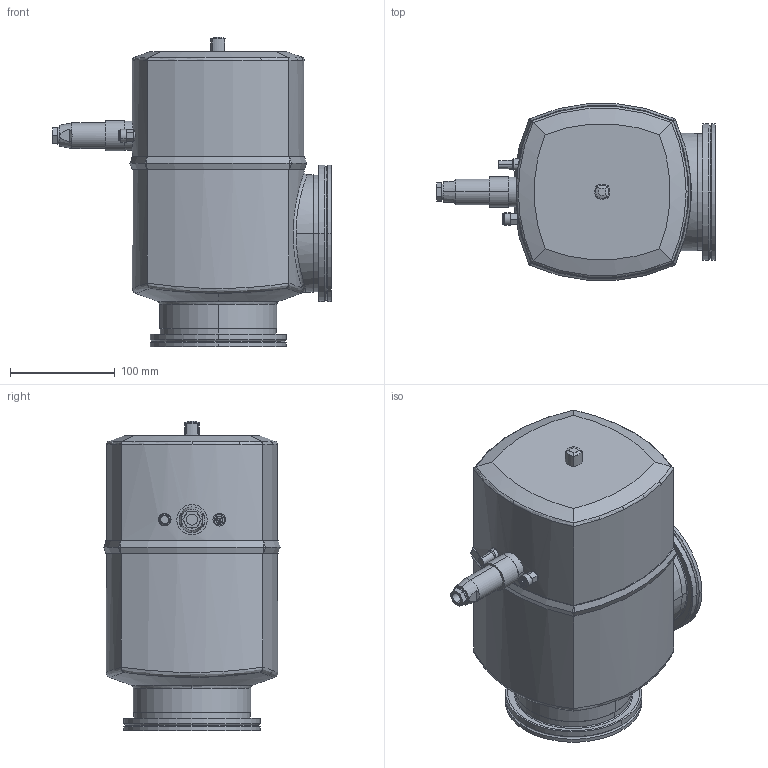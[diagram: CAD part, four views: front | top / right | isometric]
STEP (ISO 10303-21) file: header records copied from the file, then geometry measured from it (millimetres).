
FILE_DESCRIPTION((''),'2;1');
FILE_NAME('PFB28431.stp','2004-06-24T10:56:49',('KAA'),(''),'Autodesk Inventor (R) 6.0','Autodesk Inventor (R) 6.0','');
FILE_SCHEMA(('AUTOMOTIVE_DESIGN { 1 0 10303 214 1 1 1 1 }'));
Length unit declared in the file: millimetre
Products named in the file (1): PFB28431
Bounding box: 266 x 168.56 x 295 mm (x, y, z)
Volume: 3451795.7 mm3; surface area: 329510.2 mm2
Topology: 1 solids, 3 shells, 262 faces, 617 edges, 377 vertices
Faces by surface type: cylinder 82, plane 75, bspline 49, cone 44, torus 12
Entity records: 9909 total; most frequent: CARTESIAN_POINT 3929, DIRECTION 1324, ORIENTED_EDGE 1210, EDGE_CURVE 605, AXIS2_PLACEMENT_3D 568, VERTEX_POINT 377, CIRCLE 346, EDGE_LOOP 294
